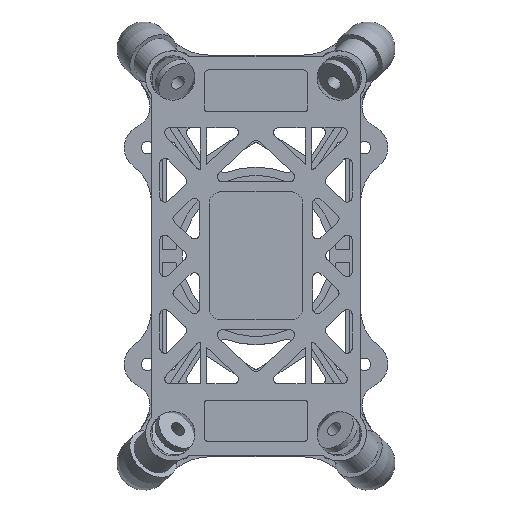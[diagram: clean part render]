
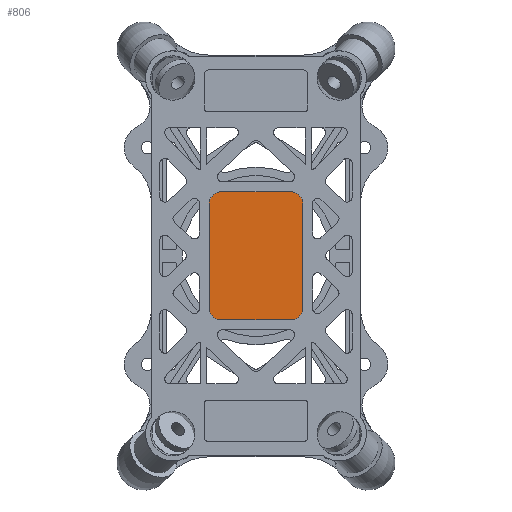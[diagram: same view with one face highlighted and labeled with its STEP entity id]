
A CAD part, top view. The second image highlights one B-rep face of the part: STEP entity #806.
In plain terms, the highlighted planar face has unit normal (0, 0, 1).
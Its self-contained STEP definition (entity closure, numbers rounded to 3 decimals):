
#806=ADVANCED_FACE('',(#4311),#4313,.F.);
#4311=FACE_BOUND('',#4312,.T.);
#4312=EDGE_LOOP('',(#8342,#8343,#8344,#8345,#8346,#8347,#8348,#8349));
#4313=PLANE('',#4314);
#4314=AXIS2_PLACEMENT_3D('',#4315,#4316,#4317);
#4315=CARTESIAN_POINT('',(0.,0.,15.5));
#4316=DIRECTION('',(0.,0.,-1.));
#4317=DIRECTION('',(0.,-1.,0.));
#8342=ORIENTED_EDGE('',*,*,#9932,.F.);
#8343=ORIENTED_EDGE('',*,*,#9933,.F.);
#8344=ORIENTED_EDGE('',*,*,#9934,.T.);
#8345=ORIENTED_EDGE('',*,*,#9935,.T.);
#8346=ORIENTED_EDGE('',*,*,#9936,.F.);
#8347=ORIENTED_EDGE('',*,*,#9937,.F.);
#8348=ORIENTED_EDGE('',*,*,#9938,.T.);
#8349=ORIENTED_EDGE('',*,*,#9939,.F.);
#9932=EDGE_CURVE('',#11542,#11543,#11544,.F.);
#9933=EDGE_CURVE('',#11545,#11542,#11546,.F.);
#9934=EDGE_CURVE('',#11545,#11547,#11548,.F.);
#9935=EDGE_CURVE('',#11547,#11549,#11550,.F.);
#9936=EDGE_CURVE('',#11551,#11549,#11552,.F.);
#9937=EDGE_CURVE('',#11553,#11551,#11554,.F.);
#9938=EDGE_CURVE('',#11553,#11555,#11556,.F.);
#9939=EDGE_CURVE('',#11543,#11555,#11557,.F.);
#11542=VERTEX_POINT('',#16052);
#11543=VERTEX_POINT('',#16053);
#11544=CIRCLE('',#16054,2.5);
#11545=VERTEX_POINT('',#16058);
#11546=LINE('',#16059,#16060);
#11547=VERTEX_POINT('',#16062);
#11548=CIRCLE('',#16063,2.5);
#11549=VERTEX_POINT('',#16067);
#11550=LINE('',#16068,#16069);
#11551=VERTEX_POINT('',#16071);
#11552=CIRCLE('',#16072,2.5);
#11553=VERTEX_POINT('',#16076);
#11554=LINE('',#16077,#16078);
#11555=VERTEX_POINT('',#16080);
#11556=CIRCLE('',#16081,2.5);
#11557=LINE('',#16085,#16086);
#16052=CARTESIAN_POINT('',(-7.,-13.,15.5));
#16053=CARTESIAN_POINT('',(-9.5,-10.5,15.5));
#16054=AXIS2_PLACEMENT_3D('',#16055,#16056,#16057);
#16055=CARTESIAN_POINT('',(-7.,-10.5,15.5));
#16056=DIRECTION('',(0.,0.,1.));
#16057=DIRECTION('',(-1.,0.,0.));
#16058=CARTESIAN_POINT('',(7.,-13.,15.5));
#16059=CARTESIAN_POINT('',(-7.,-13.,15.5));
#16060=VECTOR('',#16061,1.);
#16061=DIRECTION('',(1.,0.,0.));
#16062=CARTESIAN_POINT('',(9.5,-10.5,15.5));
#16063=AXIS2_PLACEMENT_3D('',#16064,#16065,#16066);
#16064=CARTESIAN_POINT('',(7.,-10.5,15.5));
#16065=DIRECTION('',(0.,0.,-1.));
#16066=DIRECTION('',(1.,0.,0.));
#16067=CARTESIAN_POINT('',(9.5,10.5,15.5));
#16068=CARTESIAN_POINT('',(9.5,10.5,15.5));
#16069=VECTOR('',#16070,1.);
#16070=DIRECTION('',(0.,-1.,0.));
#16071=CARTESIAN_POINT('',(7.,13.,15.5));
#16072=AXIS2_PLACEMENT_3D('',#16073,#16074,#16075);
#16073=CARTESIAN_POINT('',(7.,10.5,15.5));
#16074=DIRECTION('',(0.,0.,1.));
#16075=DIRECTION('',(1.,0.,0.));
#16076=CARTESIAN_POINT('',(-7.,13.,15.5));
#16077=CARTESIAN_POINT('',(7.,13.,15.5));
#16078=VECTOR('',#16079,1.);
#16079=DIRECTION('',(-1.,0.,0.));
#16080=CARTESIAN_POINT('',(-9.5,10.5,15.5));
#16081=AXIS2_PLACEMENT_3D('',#16082,#16083,#16084);
#16082=CARTESIAN_POINT('',(-7.,10.5,15.5));
#16083=DIRECTION('',(0.,0.,-1.));
#16084=DIRECTION('',(-1.,0.,0.));
#16085=CARTESIAN_POINT('',(-9.5,10.5,15.5));
#16086=VECTOR('',#16087,1.);
#16087=DIRECTION('',(0.,-1.,0.));
